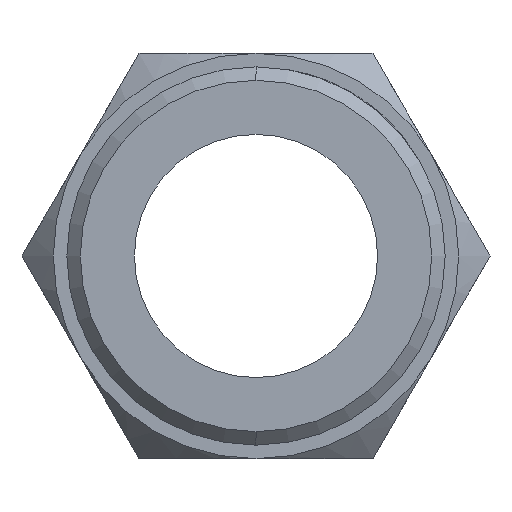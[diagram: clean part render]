
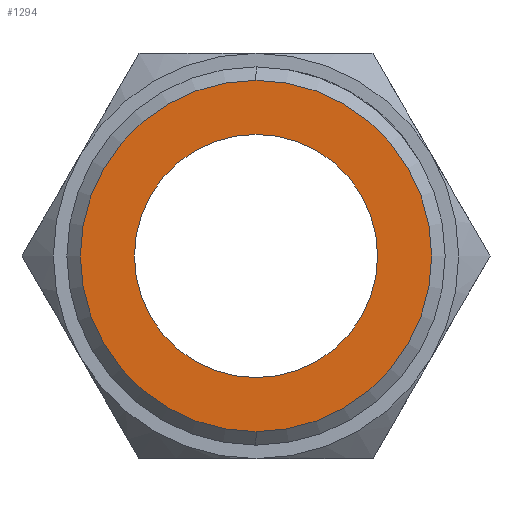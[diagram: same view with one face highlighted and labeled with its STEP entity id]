
A CAD part, left-side view. The second image highlights one B-rep face of the part: STEP entity #1294.
In plain terms, the highlighted planar face has unit normal (-1, 0, 0).
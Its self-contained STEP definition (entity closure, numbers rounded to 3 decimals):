
#133 = EDGE_LOOP ( 'NONE', ( #5055, #2803 ) ) ;
#148 = DIRECTION ( 'NONE',  ( 1., 0., 0. ) ) ;
#281 = DIRECTION ( 'NONE',  ( 1., 0., 0. ) ) ;
#440 = VERTEX_POINT ( 'NONE', #724 ) ;
#628 = FACE_OUTER_BOUND ( 'NONE', #3773, .T. ) ;
#724 = CARTESIAN_POINT ( 'NONE',  ( 0., 0., 6.5 ) ) ;
#848 = VERTEX_POINT ( 'NONE', #966 ) ;
#963 = EDGE_CURVE ( 'NONE', #440, #4711, #1087, .T. ) ;
#966 = CARTESIAN_POINT ( 'NONE',  ( 0., 0., 4.5 ) ) ;
#995 = AXIS2_PLACEMENT_3D ( 'NONE', #1335, #148, #2528 ) ;
#1020 = ORIENTED_EDGE ( 'NONE', *, *, #963, .T. ) ;
#1087 = CIRCLE ( 'NONE', #4545, 6.5 ) ;
#1217 = CARTESIAN_POINT ( 'NONE',  ( 0., 0., -6.5 ) ) ;
#1228 = EDGE_CURVE ( 'NONE', #4628, #848, #1956, .T. ) ;
#1294 = ADVANCED_FACE ( 'NONE', ( #628, #3996 ), #2777, .F. ) ;
#1327 = CARTESIAN_POINT ( 'NONE',  ( 0., 0., 0. ) ) ;
#1335 = CARTESIAN_POINT ( 'NONE',  ( 0., 0., 0. ) ) ;
#1504 = EDGE_CURVE ( 'NONE', #848, #4628, #2388, .T. ) ;
#1524 = CARTESIAN_POINT ( 'NONE',  ( 0., 0., 0. ) ) ;
#1927 = ORIENTED_EDGE ( 'NONE', *, *, #5083, .T. ) ;
#1956 = CIRCLE ( 'NONE', #995, 4.5 ) ;
#2388 = CIRCLE ( 'NONE', #5338, 4.5 ) ;
#2522 = DIRECTION ( 'NONE',  ( 0., 0., -1. ) ) ;
#2528 = DIRECTION ( 'NONE',  ( 0., 0., -1. ) ) ;
#2604 = DIRECTION ( 'NONE',  ( 0., 0., -1. ) ) ;
#2777 = PLANE ( 'NONE',  #5171 ) ;
#2803 = ORIENTED_EDGE ( 'NONE', *, *, #1228, .T. ) ;
#3074 = CARTESIAN_POINT ( 'NONE',  ( 0., 0., 0. ) ) ;
#3124 = CARTESIAN_POINT ( 'NONE',  ( 0., 0., -4.5 ) ) ;
#3182 = AXIS2_PLACEMENT_3D ( 'NONE', #1524, #4504, #4091 ) ;
#3773 = EDGE_LOOP ( 'NONE', ( #1927, #1020 ) ) ;
#3996 = FACE_BOUND ( 'NONE', #133, .T. ) ;
#4028 = CARTESIAN_POINT ( 'NONE',  ( 0., 0., 0. ) ) ;
#4091 = DIRECTION ( 'NONE',  ( 0., 0., -1. ) ) ;
#4208 = DIRECTION ( 'NONE',  ( 1., 0., 0. ) ) ;
#4504 = DIRECTION ( 'NONE',  ( -1., 0., 0. ) ) ;
#4545 = AXIS2_PLACEMENT_3D ( 'NONE', #4028, #4876, #2604 ) ;
#4628 = VERTEX_POINT ( 'NONE', #3124 ) ;
#4660 = CIRCLE ( 'NONE', #3182, 6.5 ) ;
#4711 = VERTEX_POINT ( 'NONE', #1217 ) ;
#4876 = DIRECTION ( 'NONE',  ( -1., 0., 0. ) ) ;
#5055 = ORIENTED_EDGE ( 'NONE', *, *, #1504, .T. ) ;
#5083 = EDGE_CURVE ( 'NONE', #4711, #440, #4660, .T. ) ;
#5147 = DIRECTION ( 'NONE',  ( 0., 0., -1. ) ) ;
#5171 = AXIS2_PLACEMENT_3D ( 'NONE', #3074, #281, #5147 ) ;
#5338 = AXIS2_PLACEMENT_3D ( 'NONE', #1327, #4208, #2522 ) ;
